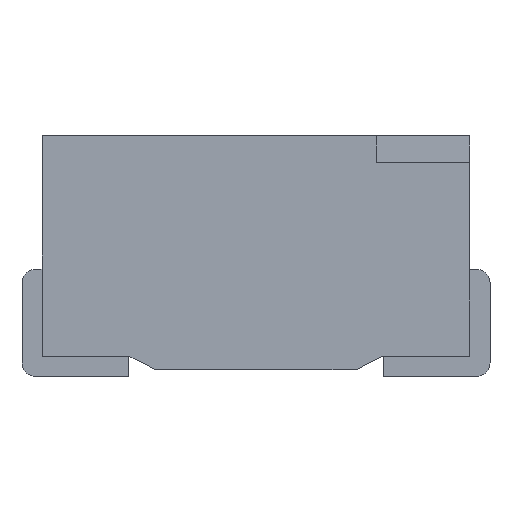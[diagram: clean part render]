
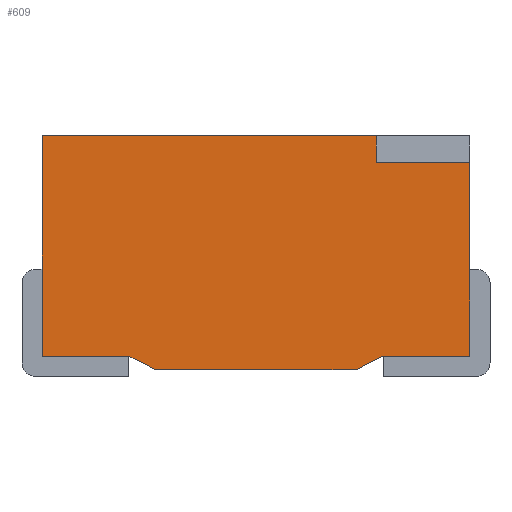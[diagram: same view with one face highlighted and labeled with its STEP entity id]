
A CAD part, front view. The second image highlights one B-rep face of the part: STEP entity #609.
In plain terms, the highlighted planar face has unit normal (0, -1, 0).
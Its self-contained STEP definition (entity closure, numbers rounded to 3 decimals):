
#57=FACE_OUTER_BOUND('',#90,.T.);
#90=EDGE_LOOP('',(#441,#442,#443,#444,#445,#446,#447,#448,#449,#450));
#126=LINE('',#877,#199);
#132=LINE('',#890,#205);
#140=LINE('',#905,#213);
#145=LINE('',#916,#218);
#150=LINE('',#926,#223);
#151=LINE('',#927,#224);
#152=LINE('',#929,#225);
#153=LINE('',#931,#226);
#154=LINE('',#932,#227);
#155=LINE('',#933,#228);
#199=VECTOR('',#706,1.45);
#205=VECTOR('',#714,1.65);
#213=VECTOR('',#724,0.65);
#218=VECTOR('',#733,0.65);
#223=VECTOR('',#740,1.5);
#224=VECTOR('',#741,0.224);
#225=VECTOR('',#742,0.7);
#226=VECTOR('',#743,0.2);
#227=VECTOR('',#744,2.5);
#228=VECTOR('',#745,0.224);
#272=VERTEX_POINT('',#874);
#273=VERTEX_POINT('',#876);
#278=VERTEX_POINT('',#887);
#279=VERTEX_POINT('',#889);
#285=VERTEX_POINT('',#903);
#289=VERTEX_POINT('',#915);
#292=VERTEX_POINT('',#924);
#293=VERTEX_POINT('',#925);
#294=VERTEX_POINT('',#928);
#295=VERTEX_POINT('',#930);
#328=EDGE_CURVE('',#272,#273,#126,.T.);
#334=EDGE_CURVE('',#279,#278,#132,.T.);
#342=EDGE_CURVE('',#285,#278,#140,.T.);
#347=EDGE_CURVE('',#273,#289,#145,.T.);
#352=EDGE_CURVE('',#292,#293,#150,.T.);
#353=EDGE_CURVE('',#289,#293,#151,.T.);
#354=EDGE_CURVE('',#294,#272,#152,.T.);
#355=EDGE_CURVE('',#294,#295,#153,.T.);
#356=EDGE_CURVE('',#279,#295,#154,.T.);
#357=EDGE_CURVE('',#292,#285,#155,.T.);
#441=ORIENTED_EDGE('',*,*,#352,.T.);
#442=ORIENTED_EDGE('',*,*,#353,.F.);
#443=ORIENTED_EDGE('',*,*,#347,.F.);
#444=ORIENTED_EDGE('',*,*,#328,.F.);
#445=ORIENTED_EDGE('',*,*,#354,.F.);
#446=ORIENTED_EDGE('',*,*,#355,.T.);
#447=ORIENTED_EDGE('',*,*,#356,.F.);
#448=ORIENTED_EDGE('',*,*,#334,.T.);
#449=ORIENTED_EDGE('',*,*,#342,.F.);
#450=ORIENTED_EDGE('',*,*,#357,.F.);
#582=PLANE('',#656);
#609=ADVANCED_FACE('',(#57),#582,.F.);
#656=AXIS2_PLACEMENT_3D('',#923,#738,#739);
#706=DIRECTION('',(0.,0.,-1.));
#714=DIRECTION('',(0.,0.,-1.));
#724=DIRECTION('',(-1.,0.,0.));
#733=DIRECTION('',(-1.,0.,0.));
#738=DIRECTION('center_axis',(0.,1.,0.));
#739=DIRECTION('ref_axis',(0.,0.,1.));
#740=DIRECTION('',(1.,0.,0.));
#741=DIRECTION('',(-0.894,0.,-0.447));
#742=DIRECTION('',(1.,0.,0.));
#743=DIRECTION('',(0.,0.,1.));
#744=DIRECTION('',(1.,0.,0.));
#745=DIRECTION('',(-0.894,0.,0.447));
#874=CARTESIAN_POINT('',(3.2,0.,1.55));
#876=CARTESIAN_POINT('',(3.2,0.,0.1));
#877=CARTESIAN_POINT('',(3.2,0.,1.55));
#887=CARTESIAN_POINT('',(0.,0.,0.1));
#889=CARTESIAN_POINT('',(0.,0.,1.75));
#890=CARTESIAN_POINT('',(0.,0.,1.75));
#903=CARTESIAN_POINT('',(0.65,0.,0.1));
#905=CARTESIAN_POINT('',(0.65,0.,0.1));
#915=CARTESIAN_POINT('',(2.55,0.,0.1));
#916=CARTESIAN_POINT('',(3.2,0.,0.1));
#923=CARTESIAN_POINT('Origin',(0.,0.,1.75));
#924=CARTESIAN_POINT('',(0.85,0.,0.));
#925=CARTESIAN_POINT('',(2.35,0.,0.));
#926=CARTESIAN_POINT('',(0.85,0.,0.));
#927=CARTESIAN_POINT('',(2.55,0.,0.1));
#928=CARTESIAN_POINT('',(2.5,0.,1.55));
#929=CARTESIAN_POINT('',(2.5,0.,1.55));
#930=CARTESIAN_POINT('',(2.5,0.,1.75));
#931=CARTESIAN_POINT('',(2.5,0.,1.55));
#932=CARTESIAN_POINT('',(0.,0.,1.75));
#933=CARTESIAN_POINT('',(0.85,0.,0.));
